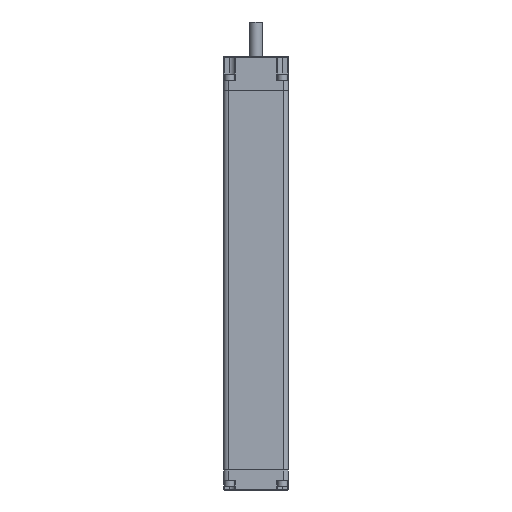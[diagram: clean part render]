
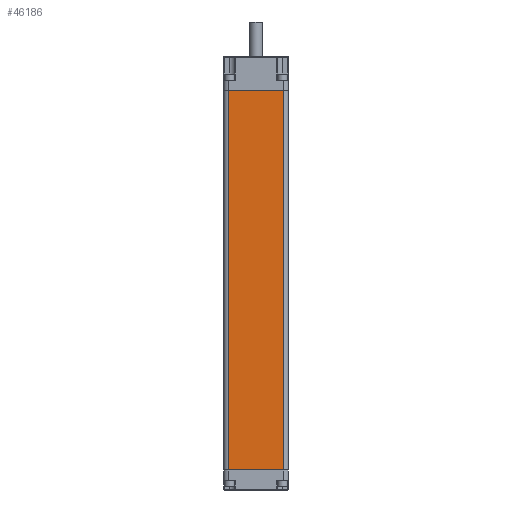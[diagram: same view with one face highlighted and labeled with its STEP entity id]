
A CAD part, front view. The second image highlights one B-rep face of the part: STEP entity #46186.
In plain terms, the highlighted planar face has unit normal (0, -1, 0).
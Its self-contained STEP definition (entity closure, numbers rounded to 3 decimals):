
#120 = FACE_OUTER_BOUND ( 'NONE', #43550, .T. ) ;
#341 = LINE ( 'NONE', #17247, #13786 ) ;
#698 = CARTESIAN_POINT ( 'NONE',  ( -27.5, -30., -161. ) ) ;
#1980 = EDGE_CURVE ( 'NONE', #49450, #2787, #5743, .T. ) ;
#2787 = VERTEX_POINT ( 'NONE', #43649 ) ;
#3286 = VERTEX_POINT ( 'NONE', #37002 ) ;
#5181 = AXIS2_PLACEMENT_3D ( 'NONE', #16751, #33725, #50655 ) ;
#5743 = LINE ( 'NONE', #698, #27478 ) ;
#6637 = EDGE_CURVE ( 'NONE', #3286, #2787, #11401, .T. ) ;
#9461 = ORIENTED_EDGE ( 'NONE', *, *, #41735, .F. ) ;
#11401 = LINE ( 'NONE', #45276, #51524 ) ;
#12464 = CARTESIAN_POINT ( 'NONE',  ( -27.5, -30., 161. ) ) ;
#13786 = VECTOR ( 'NONE', #46996, 1000. ) ;
#16751 = CARTESIAN_POINT ( 'NONE',  ( -23.5, -30., 3500. ) ) ;
#17247 = CARTESIAN_POINT ( 'NONE',  ( -23.5, -30., 3500. ) ) ;
#18922 = ORIENTED_EDGE ( 'NONE', *, *, #6637, .F. ) ;
#19156 = CARTESIAN_POINT ( 'NONE',  ( -23.5, -30., 161. ) ) ;
#19743 = VECTOR ( 'NONE', #50243, 1000. ) ;
#19977 = DIRECTION ( 'NONE',  ( 0., 0., -1. ) ) ;
#20815 = ORIENTED_EDGE ( 'NONE', *, *, #1980, .T. ) ;
#23816 = EDGE_CURVE ( 'NONE', #24006, #49450, #341, .T. ) ;
#24006 = VERTEX_POINT ( 'NONE', #19156 ) ;
#27478 = VECTOR ( 'NONE', #39551, 1000. ) ;
#33725 = DIRECTION ( 'NONE',  ( 0., 1., 0. ) ) ;
#37002 = CARTESIAN_POINT ( 'NONE',  ( 23.5, -30., 161. ) ) ;
#39551 = DIRECTION ( 'NONE',  ( 1., 0., 0. ) ) ;
#41616 = ORIENTED_EDGE ( 'NONE', *, *, #23816, .T. ) ;
#41735 = EDGE_CURVE ( 'NONE', #24006, #3286, #54687, .T. ) ;
#42062 = CARTESIAN_POINT ( 'NONE',  ( -23.5, -30., -161. ) ) ;
#42626 = PLANE ( 'NONE',  #5181 ) ;
#43550 = EDGE_LOOP ( 'NONE', ( #9461, #41616, #20815, #18922 ) ) ;
#43649 = CARTESIAN_POINT ( 'NONE',  ( 23.5, -30., -161. ) ) ;
#45276 = CARTESIAN_POINT ( 'NONE',  ( 23.5, -30., 3500. ) ) ;
#46186 = ADVANCED_FACE ( 'NONE', ( #120 ), #42626, .F. ) ;
#46996 = DIRECTION ( 'NONE',  ( 0., 0., -1. ) ) ;
#49450 = VERTEX_POINT ( 'NONE', #42062 ) ;
#50243 = DIRECTION ( 'NONE',  ( 1., 0., 0. ) ) ;
#50655 = DIRECTION ( 'NONE',  ( -1., 0., 0. ) ) ;
#51524 = VECTOR ( 'NONE', #19977, 1000. ) ;
#54687 = LINE ( 'NONE', #12464, #19743 ) ;
